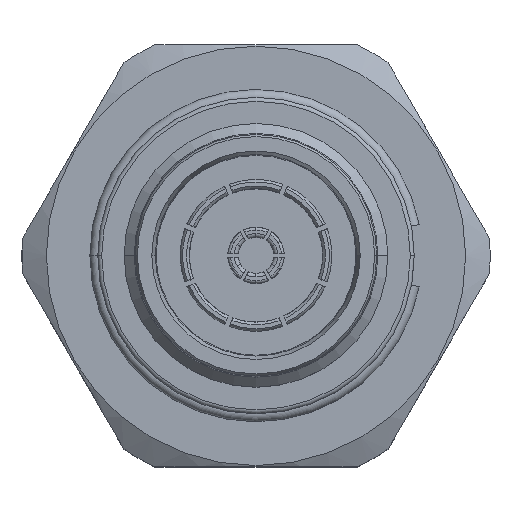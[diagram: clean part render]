
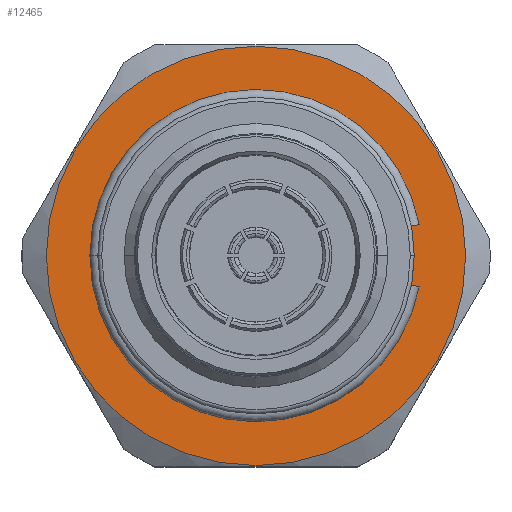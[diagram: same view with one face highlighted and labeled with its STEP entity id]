
A CAD part, top view. The second image highlights one B-rep face of the part: STEP entity #12465.
In plain terms, the highlighted planar face has unit normal (0, 0, 1).
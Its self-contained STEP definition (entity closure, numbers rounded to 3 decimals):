
#561 = EDGE_LOOP ( 'NONE', ( #20383, #19832 ) ) ;
#803 = CARTESIAN_POINT ( 'NONE',  ( 0., 0., -26.65 ) ) ;
#1775 = CARTESIAN_POINT ( 'NONE',  ( 0., 6.285, -26.65 ) ) ;
#2116 = ORIENTED_EDGE ( 'NONE', *, *, #17996, .T. ) ;
#2404 = DIRECTION ( 'NONE',  ( -1., 0., 0. ) ) ;
#2845 = EDGE_LOOP ( 'NONE', ( #11424, #2116 ) ) ;
#2965 = CIRCLE ( 'NONE', #18098, 12. ) ;
#3346 = DIRECTION ( 'NONE',  ( -1., 0., 0. ) ) ;
#3607 = AXIS2_PLACEMENT_3D ( 'NONE', #803, #12072, #2404 ) ;
#4518 = CARTESIAN_POINT ( 'NONE',  ( 12., 0., -26.65 ) ) ;
#4607 = DIRECTION ( 'NONE',  ( 0., 0., -1. ) ) ;
#4987 = AXIS2_PLACEMENT_3D ( 'NONE', #1775, #13028, #3346 ) ;
#5032 = CIRCLE ( 'NONE', #18579, 15.9 ) ;
#6475 = DIRECTION ( 'NONE',  ( 0., 0., -1. ) ) ;
#6831 = FACE_BOUND ( 'NONE', #2845, .T. ) ;
#7347 = CARTESIAN_POINT ( 'NONE',  ( 0., 15.9, -26.65 ) ) ;
#7825 = CARTESIAN_POINT ( 'NONE',  ( 0., 0., -26.65 ) ) ;
#7939 = EDGE_CURVE ( 'NONE', #9690, #12761, #9753, .T. ) ;
#9406 = CARTESIAN_POINT ( 'NONE',  ( 0., -15.9, -26.65 ) ) ;
#9445 = DIRECTION ( 'NONE',  ( 0., 1., 0. ) ) ;
#9690 = VERTEX_POINT ( 'NONE', #9406 ) ;
#9753 = CIRCLE ( 'NONE', #13956, 15.9 ) ;
#11148 = FACE_OUTER_BOUND ( 'NONE', #561, .T. ) ;
#11424 = ORIENTED_EDGE ( 'NONE', *, *, #12220, .T. ) ;
#11432 = VERTEX_POINT ( 'NONE', #20093 ) ;
#12072 = DIRECTION ( 'NONE',  ( 0., 0., -1. ) ) ;
#12186 = CIRCLE ( 'NONE', #3607, 12. ) ;
#12220 = EDGE_CURVE ( 'NONE', #13771, #11432, #12186, .T. ) ;
#12465 = ADVANCED_FACE ( 'NONE', ( #11148, #6831 ), #16218, .F. ) ;
#12761 = VERTEX_POINT ( 'NONE', #7347 ) ;
#13028 = DIRECTION ( 'NONE',  ( 0., 0., -1. ) ) ;
#13358 = EDGE_CURVE ( 'NONE', #12761, #9690, #5032, .T. ) ;
#13771 = VERTEX_POINT ( 'NONE', #4518 ) ;
#13956 = AXIS2_PLACEMENT_3D ( 'NONE', #16140, #6475, #17783 ) ;
#14260 = CARTESIAN_POINT ( 'NONE',  ( 0., 0., -26.65 ) ) ;
#15898 = DIRECTION ( 'NONE',  ( -1., 0., 0. ) ) ;
#16140 = CARTESIAN_POINT ( 'NONE',  ( 0., 0., -26.65 ) ) ;
#16218 = PLANE ( 'NONE',  #4987 ) ;
#17783 = DIRECTION ( 'NONE',  ( 0., 1., 0. ) ) ;
#17996 = EDGE_CURVE ( 'NONE', #11432, #13771, #2965, .T. ) ;
#18098 = AXIS2_PLACEMENT_3D ( 'NONE', #14260, #4607, #15898 ) ;
#18579 = AXIS2_PLACEMENT_3D ( 'NONE', #7825, #19201, #9445 ) ;
#19201 = DIRECTION ( 'NONE',  ( 0., 0., -1. ) ) ;
#19832 = ORIENTED_EDGE ( 'NONE', *, *, #7939, .F. ) ;
#20093 = CARTESIAN_POINT ( 'NONE',  ( -12., 0., -26.65 ) ) ;
#20383 = ORIENTED_EDGE ( 'NONE', *, *, #13358, .F. ) ;
